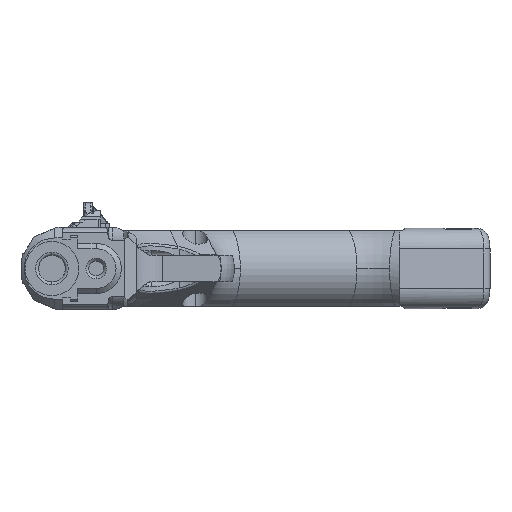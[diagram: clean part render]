
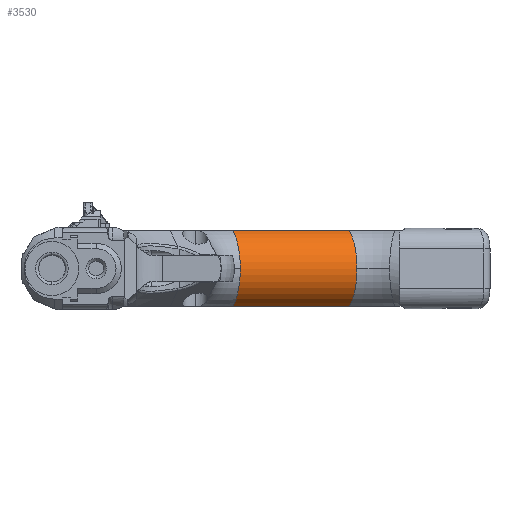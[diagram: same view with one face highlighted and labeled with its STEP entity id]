
A CAD part, left-side view. The second image highlights one B-rep face of the part: STEP entity #3530.
In plain terms, the highlighted cylindrical face has radius 13.826 mm (diameter 27.651 mm), a partial arc.
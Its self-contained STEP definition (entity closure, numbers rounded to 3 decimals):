
#333 = CARTESIAN_POINT ( 'NONE',  ( -4.711, 14.5, 0. ) ) ;
#425 = VERTEX_POINT ( 'NONE', #333 ) ;
#622 = CIRCLE ( 'NONE', #18171, 13.826 ) ;
#824 = ORIENTED_EDGE ( 'NONE', *, *, #9629, .T. ) ;
#1549 = CARTESIAN_POINT ( 'NONE',  ( -9.367, 56.658, -12.8 ) ) ;
#1791 = VERTEX_POINT ( 'NONE', #14036 ) ;
#1865 = CARTESIAN_POINT ( 'NONE',  ( -9.367, 56.658, -12.8 ) ) ;
#2331 = DIRECTION ( 'NONE',  ( -0.951, -0.309, 0. ) ) ;
#2389 = CARTESIAN_POINT ( 'NONE',  ( 3.468, 17.158, -12.8 ) ) ;
#2851 = AXIS2_PLACEMENT_3D ( 'NONE', #4710, #7418, #16057 ) ;
#3240 = CARTESIAN_POINT ( 'NONE',  ( -17.546, 54., 0. ) ) ;
#3279 = DIRECTION ( 'NONE',  ( 0.309, -0.951, 0. ) ) ;
#3530 = ADVANCED_FACE ( 'NONE', ( #7470 ), #10179, .T. ) ;
#3539 = CIRCLE ( 'NONE', #13369, 13.826 ) ;
#3679 = EDGE_CURVE ( 'NONE', #425, #12206, #3539, .T. ) ;
#4071 = DIRECTION ( 'NONE',  ( 0.309, -0.951, 0. ) ) ;
#4710 = CARTESIAN_POINT ( 'NONE',  ( -4.397, 58.272, 0. ) ) ;
#4899 = ORIENTED_EDGE ( 'NONE', *, *, #16003, .T. ) ;
#5357 = CARTESIAN_POINT ( 'NONE',  ( -9.367, 56.658, 12.8 ) ) ;
#5622 = AXIS2_PLACEMENT_3D ( 'NONE', #16020, #3279, #6084 ) ;
#6084 = DIRECTION ( 'NONE',  ( 0.951, 0.309, 0. ) ) ;
#6178 = CARTESIAN_POINT ( 'NONE',  ( 8.438, 18.772, 0. ) ) ;
#6679 = LINE ( 'NONE', #1549, #12968 ) ;
#7243 = CIRCLE ( 'NONE', #13485, 13.826 ) ;
#7418 = DIRECTION ( 'NONE',  ( 0.309, -0.951, 0. ) ) ;
#7470 = FACE_OUTER_BOUND ( 'NONE', #8237, .T. ) ;
#7742 = VERTEX_POINT ( 'NONE', #1865 ) ;
#8237 = EDGE_LOOP ( 'NONE', ( #824, #4899, #9299, #9718, #15458, #11387 ) ) ;
#8480 = CARTESIAN_POINT ( 'NONE',  ( -9.367, 56.658, 12.8 ) ) ;
#8536 = DIRECTION ( 'NONE',  ( 0.309, -0.951, 0. ) ) ;
#9299 = ORIENTED_EDGE ( 'NONE', *, *, #12308, .T. ) ;
#9332 = CARTESIAN_POINT ( 'NONE',  ( -4.397, 58.272, 0. ) ) ;
#9629 = EDGE_CURVE ( 'NONE', #12955, #15611, #10282, .T. ) ;
#9718 = ORIENTED_EDGE ( 'NONE', *, *, #3679, .F. ) ;
#9931 = EDGE_CURVE ( 'NONE', #12955, #1791, #15312, .T. ) ;
#10179 = CYLINDRICAL_SURFACE ( 'NONE', #5622, 13.826 ) ;
#10282 = CIRCLE ( 'NONE', #2851, 13.826 ) ;
#11211 = CARTESIAN_POINT ( 'NONE',  ( 8.438, 18.772, 0. ) ) ;
#11387 = ORIENTED_EDGE ( 'NONE', *, *, #9931, .F. ) ;
#12037 = DIRECTION ( 'NONE',  ( 0.309, -0.951, 0. ) ) ;
#12206 = VERTEX_POINT ( 'NONE', #2389 ) ;
#12308 = EDGE_CURVE ( 'NONE', #7742, #12206, #6679, .T. ) ;
#12955 = VERTEX_POINT ( 'NONE', #8480 ) ;
#12968 = VECTOR ( 'NONE', #4071, 1000. ) ;
#13369 = AXIS2_PLACEMENT_3D ( 'NONE', #6178, #12037, #2331 ) ;
#13485 = AXIS2_PLACEMENT_3D ( 'NONE', #11211, #16861, #18285 ) ;
#13849 = VECTOR ( 'NONE', #8536, 1000. ) ;
#14036 = CARTESIAN_POINT ( 'NONE',  ( 3.468, 17.158, 12.8 ) ) ;
#14826 = DIRECTION ( 'NONE',  ( -0.951, -0.309, 0. ) ) ;
#15312 = LINE ( 'NONE', #5357, #13849 ) ;
#15458 = ORIENTED_EDGE ( 'NONE', *, *, #18226, .F. ) ;
#15611 = VERTEX_POINT ( 'NONE', #3240 ) ;
#16003 = EDGE_CURVE ( 'NONE', #15611, #7742, #622, .T. ) ;
#16020 = CARTESIAN_POINT ( 'NONE',  ( -4.397, 58.272, 0. ) ) ;
#16057 = DIRECTION ( 'NONE',  ( -0.951, -0.309, 0. ) ) ;
#16861 = DIRECTION ( 'NONE',  ( 0.309, -0.951, 0. ) ) ;
#17616 = DIRECTION ( 'NONE',  ( 0.309, -0.951, 0. ) ) ;
#18171 = AXIS2_PLACEMENT_3D ( 'NONE', #9332, #17616, #14826 ) ;
#18226 = EDGE_CURVE ( 'NONE', #1791, #425, #7243, .T. ) ;
#18285 = DIRECTION ( 'NONE',  ( -0.951, -0.309, 0. ) ) ;
